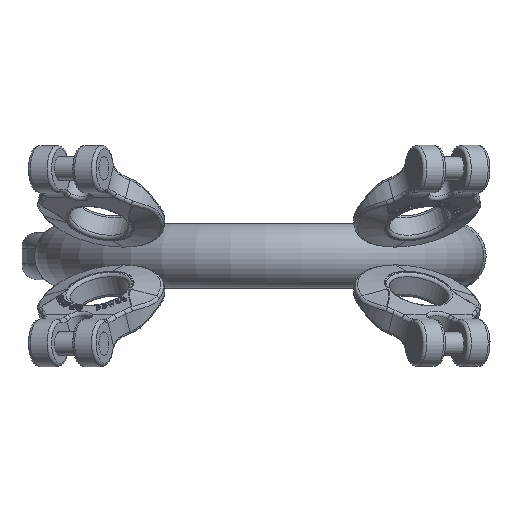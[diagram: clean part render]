
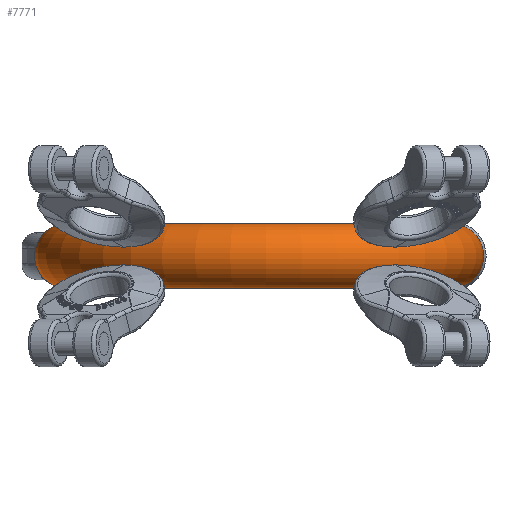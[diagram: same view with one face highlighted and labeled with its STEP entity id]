
A CAD part, front view. The second image highlights one B-rep face of the part: STEP entity #7771.
In plain terms, the highlighted toroidal (fillet/blend) face has major radius 57 mm and minor radius 9.5 mm.
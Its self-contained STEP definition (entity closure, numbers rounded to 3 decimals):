
#534=TOROIDAL_SURFACE('',#21108,57.,9.5);
#7771=ADVANCED_FACE('',(#8007,#8008),#534,.T.);
#8007=FACE_BOUND('',#9231,.T.);
#8008=FACE_BOUND('',#9232,.T.);
#9231=EDGE_LOOP('',(#14963));
#9232=EDGE_LOOP('',(#14964));
#14963=ORIENTED_EDGE('',*,*,#19765,.T.);
#14964=ORIENTED_EDGE('',*,*,#19803,.F.);
#16889=VERTEX_POINT('',#40813);
#16927=VERTEX_POINT('',#41055);
#19765=EDGE_CURVE('',#16889,#16889,#20169,.T.);
#19803=EDGE_CURVE('',#16927,#16927,#20171,.T.);
#20169=CIRCLE('',#21090,9.5);
#20171=CIRCLE('',#21102,9.5);
#21090=AXIS2_PLACEMENT_3D('',#40812,#24429,#24430);
#21102=AXIS2_PLACEMENT_3D('',#41054,#24461,#24462);
#21108=AXIS2_PLACEMENT_3D('',#41064,#24473,#24474);
#24429=DIRECTION('',(0.,-1.,0.));
#24430=DIRECTION('',(1.,0.,0.));
#24461=DIRECTION('',(0.,1.,0.));
#24462=DIRECTION('',(-1.,0.,0.));
#24473=DIRECTION('',(0.,0.,1.));
#24474=DIRECTION('',(1.,0.,0.));
#40812=CARTESIAN_POINT('',(-57.,-18.,0.));
#40813=CARTESIAN_POINT('',(-47.5,-18.,0.));
#41054=CARTESIAN_POINT('',(57.,-18.,0.));
#41055=CARTESIAN_POINT('',(47.5,-18.,0.));
#41064=CARTESIAN_POINT('',(0.,-18.,0.));
